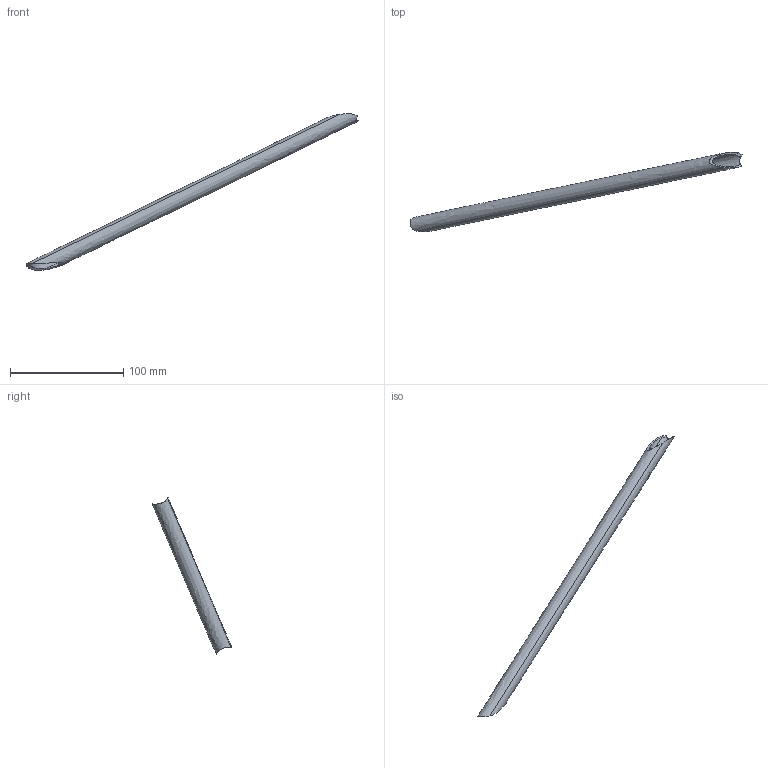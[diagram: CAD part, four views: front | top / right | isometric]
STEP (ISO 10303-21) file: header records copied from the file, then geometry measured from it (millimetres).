
FILE_DESCRIPTION(('CATIA V5 STEP Exchange'),'2;1');
FILE_NAME('43.stp','2017-12-23T19:06:48+00:00',('none'),('none'),'CATIA Version 5 Release 19 SP 2 (IN-10)','CATIA V5 STEP AP203','none');
FILE_SCHEMA(('CONFIG_CONTROL_DESIGN'));
Length unit declared in the file: millimetre
Products named in the file (1): Shape_983
Bounding box: 293.02 x 70.18 x 138.2 mm (x, y, z)
Volume: 19168.5 mm3; surface area: 25852.4 mm2
Topology: 1 solids, 1 shells, 8 faces, 21 edges, 14 vertices
Faces by surface type: cylinder 4, bspline 4
Entity records: 644 total; most frequent: CARTESIAN_POINT 461, ORIENTED_EDGE 42, EDGE_CURVE 21, B_SPLINE_CURVE_WITH_KNOTS 16, VERTEX_POINT 14, EDGE_LOOP 9, ADVANCED_FACE 8, FACE_OUTER_BOUND 8
